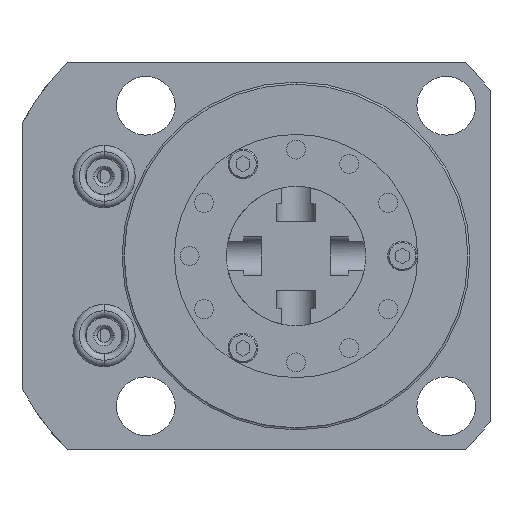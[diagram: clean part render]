
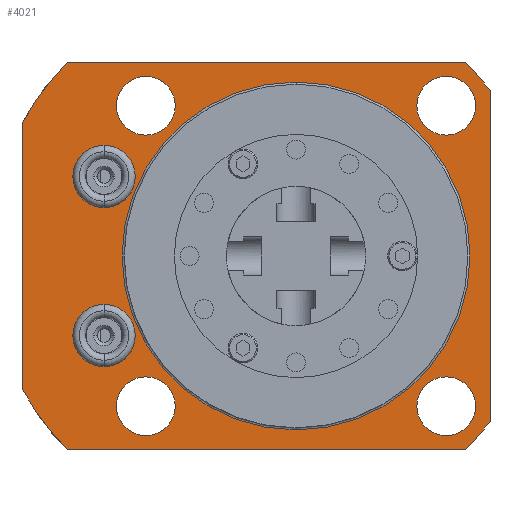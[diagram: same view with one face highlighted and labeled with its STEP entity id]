
A CAD part, front view. The second image highlights one B-rep face of the part: STEP entity #4021.
In plain terms, the highlighted planar face has unit normal (0, -1, 0).
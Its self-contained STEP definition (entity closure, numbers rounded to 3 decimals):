
#757=CARTESIAN_POINT('',(0.,79.502,0.));
#758=DIRECTION('',(0.,-1.,0.));
#759=DIRECTION('',(0.,0.,1.));
#760=AXIS2_PLACEMENT_3D('',#757,#758,#759);
#772=CARTESIAN_POINT('',(-5.41,79.502,0.));
#773=DIRECTION('',(0.,-1.,0.));
#774=DIRECTION('',(-0.879,0.,-0.477));
#775=AXIS2_PLACEMENT_3D('',#772,#773,#774);
#777=CARTESIAN_POINT('',(-5.41,79.502,0.));
#778=DIRECTION('',(0.,-1.,0.));
#779=DIRECTION('',(-0.717,0.,0.698));
#780=AXIS2_PLACEMENT_3D('',#777,#778,#779);
#782=CARTESIAN_POINT('',(-5.41,79.502,0.));
#783=DIRECTION('',(0.,-1.,0.));
#784=DIRECTION('',(0.804,0.,0.595));
#785=AXIS2_PLACEMENT_3D('',#782,#783,#784);
#787=CARTESIAN_POINT('',(-5.41,79.502,0.));
#788=DIRECTION('',(0.,-1.,0.));
#789=DIRECTION('',(0.717,0.,-0.698));
#790=AXIS2_PLACEMENT_3D('',#787,#788,#789);
#792=CARTESIAN_POINT('',(27.432,79.502,-27.432));
#793=DIRECTION('',(0.,-1.,0.));
#794=DIRECTION('',(1.,0.,0.));
#795=AXIS2_PLACEMENT_3D('',#792,#793,#794);
#797=CARTESIAN_POINT('',(27.432,79.502,-27.432));
#798=DIRECTION('',(0.,-1.,0.));
#799=DIRECTION('',(-1.,0.,0.));
#800=AXIS2_PLACEMENT_3D('',#797,#798,#799);
#802=CARTESIAN_POINT('',(27.432,79.502,27.432));
#803=DIRECTION('',(0.,-1.,0.));
#804=DIRECTION('',(1.,0.,0.));
#805=AXIS2_PLACEMENT_3D('',#802,#803,#804);
#807=CARTESIAN_POINT('',(27.432,79.502,27.432));
#808=DIRECTION('',(0.,-1.,0.));
#809=DIRECTION('',(-1.,0.,0.));
#810=AXIS2_PLACEMENT_3D('',#807,#808,#809);
#812=CARTESIAN_POINT('',(-27.432,79.502,-27.432));
#813=DIRECTION('',(0.,-1.,0.));
#814=DIRECTION('',(1.,0.,0.));
#815=AXIS2_PLACEMENT_3D('',#812,#813,#814);
#817=CARTESIAN_POINT('',(-27.432,79.502,-27.432));
#818=DIRECTION('',(0.,-1.,0.));
#819=DIRECTION('',(-1.,0.,0.));
#820=AXIS2_PLACEMENT_3D('',#817,#818,#819);
#822=CARTESIAN_POINT('',(-27.432,79.502,27.432));
#823=DIRECTION('',(0.,-1.,0.));
#824=DIRECTION('',(1.,0.,0.));
#825=AXIS2_PLACEMENT_3D('',#822,#823,#824);
#827=CARTESIAN_POINT('',(-27.432,79.502,27.432));
#828=DIRECTION('',(0.,-1.,0.));
#829=DIRECTION('',(-1.,0.,0.));
#830=AXIS2_PLACEMENT_3D('',#827,#828,#829);
#832=CARTESIAN_POINT('',(-35.077,79.502,-14.529));
#833=DIRECTION('',(0.,1.,0.));
#834=DIRECTION('',(-1.,0.,0.));
#835=AXIS2_PLACEMENT_3D('',#832,#833,#834);
#837=CARTESIAN_POINT('',(-35.077,79.502,-14.529));
#838=DIRECTION('',(0.,1.,0.));
#839=DIRECTION('',(1.,0.,0.));
#840=AXIS2_PLACEMENT_3D('',#837,#838,#839);
#842=CARTESIAN_POINT('',(-35.077,79.502,14.529));
#843=DIRECTION('',(0.,1.,0.));
#844=DIRECTION('',(-1.,0.,0.));
#845=AXIS2_PLACEMENT_3D('',#842,#843,#844);
#847=CARTESIAN_POINT('',(-35.077,79.502,14.529));
#848=DIRECTION('',(0.,1.,0.));
#849=DIRECTION('',(1.,0.,0.));
#850=AXIS2_PLACEMENT_3D('',#847,#848,#849);
#876=DIRECTION('',(-1.,0.,0.));
#877=VECTOR('',#876,72.805);
#878=CARTESIAN_POINT('',(30.993,79.502,-35.433));
#879=LINE('',#878,#877);
#935=DIRECTION('',(0.,0.,1.));
#936=VECTOR('',#935,48.446);
#937=CARTESIAN_POINT('',(-50.063,79.502,-24.223));
#938=LINE('',#937,#936);
#1145=DIRECTION('',(0.,0.,-1.));
#1146=VECTOR('',#1145,60.415);
#1147=CARTESIAN_POINT('',(35.433,79.502,30.207));
#1148=LINE('',#1147,#1146);
#1256=DIRECTION('',(1.,0.,0.));
#1257=VECTOR('',#1256,72.805);
#1258=CARTESIAN_POINT('',(-41.813,79.502,35.433));
#1259=LINE('',#1258,#1257);
#2085=CARTESIAN_POINT('',(0.,79.502,0.));
#2086=DIRECTION('',(0.,-1.,0.));
#2087=DIRECTION('',(0.,0.,-1.));
#2088=AXIS2_PLACEMENT_3D('',#2085,#2086,#2087);
#2602=CARTESIAN_POINT('',(30.993,79.502,-35.433));
#2603=CARTESIAN_POINT('',(-41.813,79.502,-35.433));
#2604=VERTEX_POINT('',#2602);
#2605=VERTEX_POINT('',#2603);
#2606=CARTESIAN_POINT('',(-50.063,79.502,-24.223));
#2607=CARTESIAN_POINT('',(-50.063,79.502,24.223));
#2608=VERTEX_POINT('',#2606);
#2609=VERTEX_POINT('',#2607);
#2610=CARTESIAN_POINT('',(-41.813,79.502,35.433));
#2611=CARTESIAN_POINT('',(30.993,79.502,35.433));
#2612=VERTEX_POINT('',#2610);
#2613=VERTEX_POINT('',#2611);
#2614=CARTESIAN_POINT('',(35.433,79.502,30.207));
#2615=CARTESIAN_POINT('',(35.433,79.502,-30.207));
#2616=VERTEX_POINT('',#2614);
#2617=VERTEX_POINT('',#2615);
#2618=CARTESIAN_POINT('',(32.792,79.502,-27.432));
#2619=CARTESIAN_POINT('',(22.073,79.502,-27.432));
#2620=VERTEX_POINT('',#2618);
#2621=VERTEX_POINT('',#2619);
#2626=CARTESIAN_POINT('',(-40.779,79.502,-14.529));
#2627=CARTESIAN_POINT('',(-29.375,79.502,-14.529));
#2628=VERTEX_POINT('',#2626);
#2629=VERTEX_POINT('',#2627);
#2648=CARTESIAN_POINT('',(0.,79.502,-31.775));
#2649=CARTESIAN_POINT('',(0.,79.502,31.775));
#2650=VERTEX_POINT('',#2648);
#2651=VERTEX_POINT('',#2649);
#2698=CARTESIAN_POINT('',(32.792,79.502,27.432));
#2699=CARTESIAN_POINT('',(22.073,79.502,27.432));
#2700=VERTEX_POINT('',#2698);
#2701=VERTEX_POINT('',#2699);
#2702=CARTESIAN_POINT('',(-22.073,79.502,-27.432));
#2703=CARTESIAN_POINT('',(-32.792,79.502,-27.432));
#2704=VERTEX_POINT('',#2702);
#2705=VERTEX_POINT('',#2703);
#2706=CARTESIAN_POINT('',(-22.073,79.502,27.432));
#2707=CARTESIAN_POINT('',(-32.792,79.502,27.432));
#2708=VERTEX_POINT('',#2706);
#2709=VERTEX_POINT('',#2707);
#2781=CARTESIAN_POINT('',(-40.779,79.502,14.529));
#2782=CARTESIAN_POINT('',(-29.375,79.502,14.529));
#2783=VERTEX_POINT('',#2781);
#2784=VERTEX_POINT('',#2782);
#3957=CARTESIAN_POINT('',(0.,79.502,0.));
#3958=DIRECTION('',(0.,-1.,0.));
#3959=DIRECTION('',(0.,0.,1.));
#3960=AXIS2_PLACEMENT_3D('',#3957,#3958,#3959);
#3961=PLANE('',#3960);
#3963=ORIENTED_EDGE('',*,*,#3962,.T.);
#3965=ORIENTED_EDGE('',*,*,#3964,.F.);
#3967=ORIENTED_EDGE('',*,*,#3966,.T.);
#3969=ORIENTED_EDGE('',*,*,#3968,.F.);
#3971=ORIENTED_EDGE('',*,*,#3970,.T.);
#3973=ORIENTED_EDGE('',*,*,#3972,.F.);
#3975=ORIENTED_EDGE('',*,*,#3974,.T.);
#3977=ORIENTED_EDGE('',*,*,#3976,.F.);
#3978=EDGE_LOOP('',(#3963,#3965,#3967,#3969,#3971,#3973,#3975,#3977));
#3979=FACE_OUTER_BOUND('',#3978,.F.);
#3981=ORIENTED_EDGE('',*,*,#3980,.T.);
#3982=ORIENTED_EDGE('',*,*,#3947,.T.);
#3983=EDGE_LOOP('',(#3981,#3982));
#3984=FACE_BOUND('',#3983,.F.);
#3986=ORIENTED_EDGE('',*,*,#3985,.T.);
#3988=ORIENTED_EDGE('',*,*,#3987,.T.);
#3989=EDGE_LOOP('',(#3986,#3988));
#3990=FACE_BOUND('',#3989,.F.);
#3992=ORIENTED_EDGE('',*,*,#3991,.T.);
#3994=ORIENTED_EDGE('',*,*,#3993,.T.);
#3995=EDGE_LOOP('',(#3992,#3994));
#3996=FACE_BOUND('',#3995,.F.);
#3998=ORIENTED_EDGE('',*,*,#3997,.T.);
#4000=ORIENTED_EDGE('',*,*,#3999,.T.);
#4001=EDGE_LOOP('',(#3998,#4000));
#4002=FACE_BOUND('',#4001,.F.);
#4004=ORIENTED_EDGE('',*,*,#4003,.T.);
#4006=ORIENTED_EDGE('',*,*,#4005,.T.);
#4007=EDGE_LOOP('',(#4004,#4006));
#4008=FACE_BOUND('',#4007,.F.);
#4010=ORIENTED_EDGE('',*,*,#4009,.F.);
#4012=ORIENTED_EDGE('',*,*,#4011,.F.);
#4013=EDGE_LOOP('',(#4010,#4012));
#4014=FACE_BOUND('',#4013,.F.);
#4016=ORIENTED_EDGE('',*,*,#4015,.F.);
#4018=ORIENTED_EDGE('',*,*,#4017,.F.);
#4019=EDGE_LOOP('',(#4016,#4018));
#4020=FACE_BOUND('',#4019,.F.);
#761=CIRCLE('',#760,31.775);
#776=CIRCLE('',#775,50.8);
#781=CIRCLE('',#780,50.8);
#786=CIRCLE('',#785,50.8);
#791=CIRCLE('',#790,50.8);
#796=CIRCLE('',#795,5.36);
#801=CIRCLE('',#800,5.36);
#806=CIRCLE('',#805,5.36);
#811=CIRCLE('',#810,5.36);
#816=CIRCLE('',#815,5.36);
#821=CIRCLE('',#820,5.36);
#826=CIRCLE('',#825,5.36);
#831=CIRCLE('',#830,5.36);
#836=CIRCLE('',#835,5.702);
#841=CIRCLE('',#840,5.702);
#846=CIRCLE('',#845,5.702);
#851=CIRCLE('',#850,5.702);
#2089=CIRCLE('',#2088,31.775);
#3947=EDGE_CURVE('',#2651,#2650,#761,.T.);
#3962=EDGE_CURVE('',#2604,#2605,#879,.T.);
#3964=EDGE_CURVE('',#2608,#2605,#776,.T.);
#3966=EDGE_CURVE('',#2608,#2609,#938,.T.);
#3968=EDGE_CURVE('',#2612,#2609,#781,.T.);
#3970=EDGE_CURVE('',#2612,#2613,#1259,.T.);
#3972=EDGE_CURVE('',#2616,#2613,#786,.T.);
#3974=EDGE_CURVE('',#2616,#2617,#1148,.T.);
#3976=EDGE_CURVE('',#2604,#2617,#791,.T.);
#3980=EDGE_CURVE('',#2650,#2651,#2089,.T.);
#3985=EDGE_CURVE('',#2620,#2621,#796,.T.);
#3987=EDGE_CURVE('',#2621,#2620,#801,.T.);
#3991=EDGE_CURVE('',#2700,#2701,#806,.T.);
#3993=EDGE_CURVE('',#2701,#2700,#811,.T.);
#3997=EDGE_CURVE('',#2704,#2705,#816,.T.);
#3999=EDGE_CURVE('',#2705,#2704,#821,.T.);
#4003=EDGE_CURVE('',#2708,#2709,#826,.T.);
#4005=EDGE_CURVE('',#2709,#2708,#831,.T.);
#4009=EDGE_CURVE('',#2628,#2629,#836,.T.);
#4011=EDGE_CURVE('',#2629,#2628,#841,.T.);
#4015=EDGE_CURVE('',#2783,#2784,#846,.T.);
#4017=EDGE_CURVE('',#2784,#2783,#851,.T.);
#4021=ADVANCED_FACE('',(#3979,#3984,#3990,#3996,#4002,#4008,#4014,#4020),#3961,
.T.);
